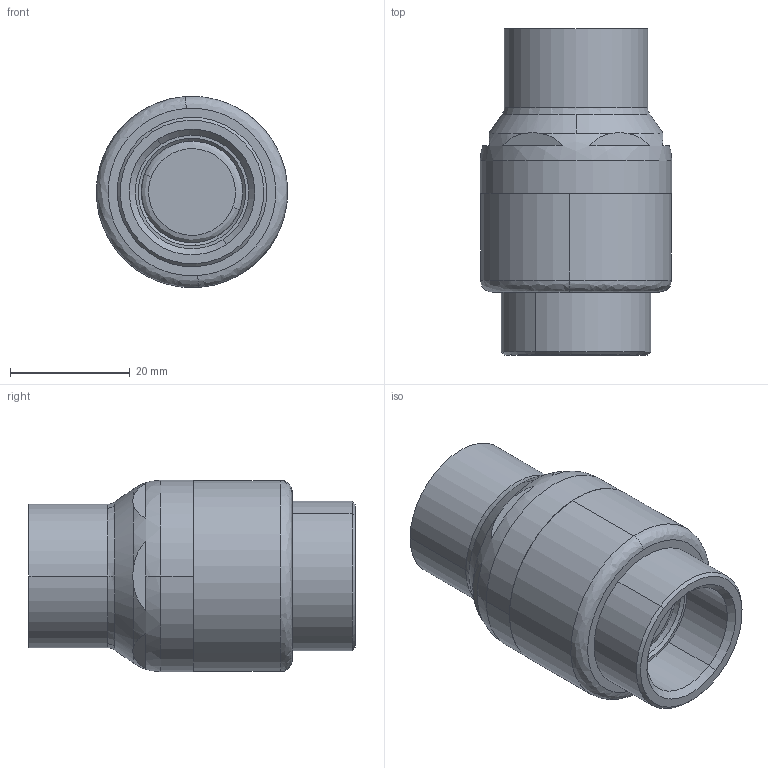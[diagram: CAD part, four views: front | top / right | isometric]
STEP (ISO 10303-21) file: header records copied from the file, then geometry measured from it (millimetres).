
FILE_DESCRIPTION (( 'STEP AP203' ), '1' );
FILE_NAME ('VALVOLA SMALL G 1_2.STEP', '2018-09-27T13:32:40', ( '' ), ( '' ), 'SwSTEP 2.0', 'SolidWorks 2016', '' );
FILE_SCHEMA (( 'CONFIG_CONTROL_DESIGN' ));
Length unit declared in the file: millimetre
Products named in the file (1): VALVOLA SMALL G 1_2
Bounding box: 32 x 54.5 x 32 mm (x, y, z)
Volume: 14371.3 mm3; surface area: 15983 mm2
Topology: 9 solids, 9 shells, 208 faces, 472 edges, 298 vertices
Faces by surface type: plane 64, cylinder 62, bspline 50, cone 32
Entity records: 12141 total; most frequent: CARTESIAN_POINT 7505, DIRECTION 982, ORIENTED_EDGE 944, EDGE_CURVE 472, AXIS2_PLACEMENT_3D 423, VERTEX_POINT 298, CIRCLE 264, EDGE_LOOP 238
